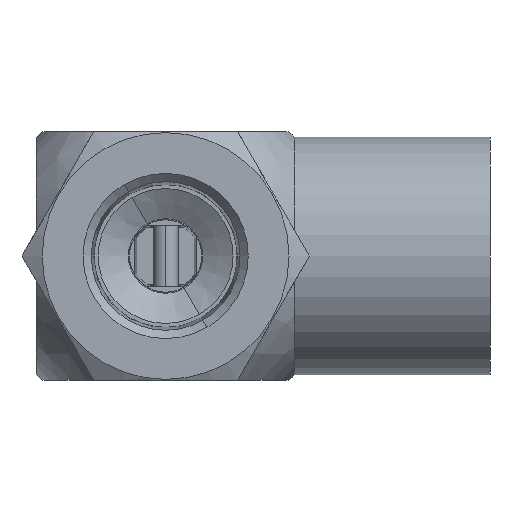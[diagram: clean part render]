
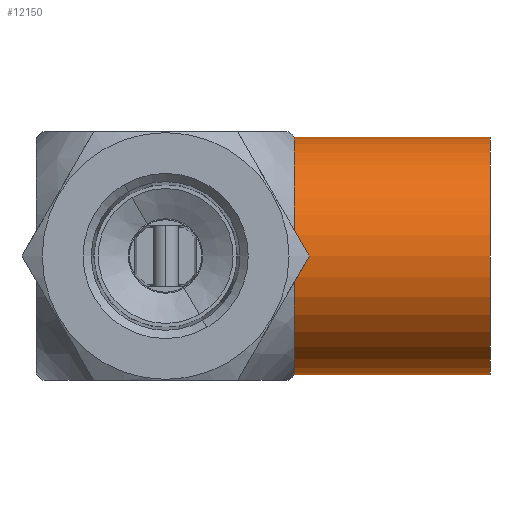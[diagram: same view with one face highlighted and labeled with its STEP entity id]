
A CAD part, front view. The second image highlights one B-rep face of the part: STEP entity #12150.
In plain terms, the highlighted cylindrical face has radius 7.582 mm (diameter 15.164 mm), a partial arc.
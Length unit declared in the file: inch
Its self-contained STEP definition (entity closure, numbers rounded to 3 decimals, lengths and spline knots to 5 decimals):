
#197 = CARTESIAN_POINT ( 'NONE',  ( 0., 0., -0.2985 ) ) ;
#537 = AXIS2_PLACEMENT_3D ( 'NONE', #4185, #1337, #6984 ) ;
#838 = VERTEX_POINT ( 'NONE', #10048 ) ;
#1271 = LINE ( 'NONE', #11205, #6044 ) ;
#1333 = ORIENTED_EDGE ( 'NONE', *, *, #13013, .T. ) ;
#1337 = DIRECTION ( 'NONE',  ( 1., 0., 0. ) ) ;
#1400 = EDGE_CURVE ( 'NONE', #838, #17279, #15335, .T. ) ;
#1602 = EDGE_CURVE ( 'NONE', #10496, #838, #17681, .T. ) ;
#1733 = ORIENTED_EDGE ( 'NONE', *, *, #1602, .F. ) ;
#3010 = DIRECTION ( 'NONE',  ( 1., 0., 0. ) ) ;
#3476 = DIRECTION ( 'NONE',  ( 0., 0., -1. ) ) ;
#3796 = CIRCLE ( 'NONE', #4326, 0.2985 ) ;
#4185 = CARTESIAN_POINT ( 'NONE',  ( 0., 0., 0. ) ) ;
#4326 = AXIS2_PLACEMENT_3D ( 'NONE', #14530, #10220, #3476 ) ;
#4745 = ORIENTED_EDGE ( 'NONE', *, *, #1400, .F. ) ;
#5401 = DIRECTION ( 'NONE',  ( 1., 0., 0. ) ) ;
#5483 = AXIS2_PLACEMENT_3D ( 'NONE', #13916, #11044, #15125 ) ;
#6044 = VECTOR ( 'NONE', #3010, 39.37008 ) ;
#6366 = AXIS2_PLACEMENT_3D ( 'NONE', #6648, #5401, #16288 ) ;
#6460 = CARTESIAN_POINT ( 'NONE',  ( -0.492, -0.2985, 0. ) ) ;
#6648 = CARTESIAN_POINT ( 'NONE',  ( 0., 0., 0. ) ) ;
#6984 = DIRECTION ( 'NONE',  ( 0., 0., -1. ) ) ;
#7458 = ORIENTED_EDGE ( 'NONE', *, *, #7476, .T. ) ;
#7476 = EDGE_CURVE ( 'NONE', #10496, #16421, #15117, .T. ) ;
#7946 = ORIENTED_EDGE ( 'NONE', *, *, #10349, .T. ) ;
#8831 = CARTESIAN_POINT ( 'NONE',  ( 0., 0., 0.2985 ) ) ;
#10048 = CARTESIAN_POINT ( 'NONE',  ( 0., 0., 0.2985 ) ) ;
#10174 = CARTESIAN_POINT ( 'NONE',  ( -0.492, 0., 0.2985 ) ) ;
#10220 = DIRECTION ( 'NONE',  ( 1., 0., 0. ) ) ;
#10349 = EDGE_CURVE ( 'NONE', #11743, #17279, #1271, .T. ) ;
#10496 = VERTEX_POINT ( 'NONE', #10174 ) ;
#11044 = DIRECTION ( 'NONE',  ( 1., 0., 0. ) ) ;
#11205 = CARTESIAN_POINT ( 'NONE',  ( 0., 0., -0.2985 ) ) ;
#11654 = VECTOR ( 'NONE', #15882, 39.37008 ) ;
#11728 = EDGE_LOOP ( 'NONE', ( #1733, #7458, #1333, #7946, #4745 ) ) ;
#11743 = VERTEX_POINT ( 'NONE', #13940 ) ;
#11887 = FACE_OUTER_BOUND ( 'NONE', #11728, .T. ) ;
#12090 = CYLINDRICAL_SURFACE ( 'NONE', #6366, 0.2985 ) ;
#12150 = ADVANCED_FACE ( 'NONE', ( #11887 ), #12090, .T. ) ;
#13013 = EDGE_CURVE ( 'NONE', #16421, #11743, #3796, .T. ) ;
#13916 = CARTESIAN_POINT ( 'NONE',  ( -0.492, 0., 0. ) ) ;
#13940 = CARTESIAN_POINT ( 'NONE',  ( -0.492, 0., -0.2985 ) ) ;
#14530 = CARTESIAN_POINT ( 'NONE',  ( -0.492, 0., 0. ) ) ;
#15117 = CIRCLE ( 'NONE', #5483, 0.2985 ) ;
#15125 = DIRECTION ( 'NONE',  ( 0., 0., -1. ) ) ;
#15335 = CIRCLE ( 'NONE', #537, 0.2985 ) ;
#15882 = DIRECTION ( 'NONE',  ( 1., 0., 0. ) ) ;
#16288 = DIRECTION ( 'NONE',  ( 0., 0., -1. ) ) ;
#16421 = VERTEX_POINT ( 'NONE', #6460 ) ;
#17279 = VERTEX_POINT ( 'NONE', #197 ) ;
#17681 = LINE ( 'NONE', #8831, #11654 ) ;
